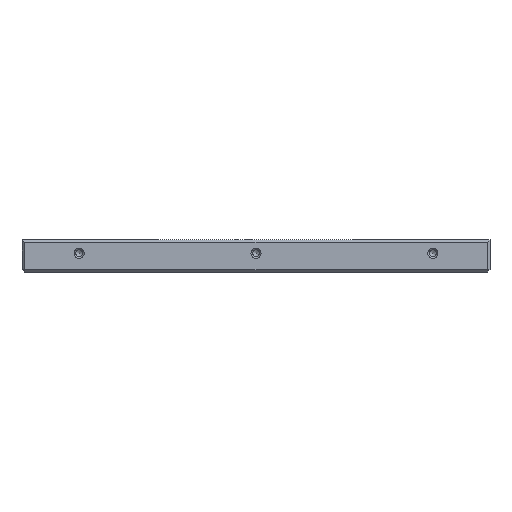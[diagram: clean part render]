
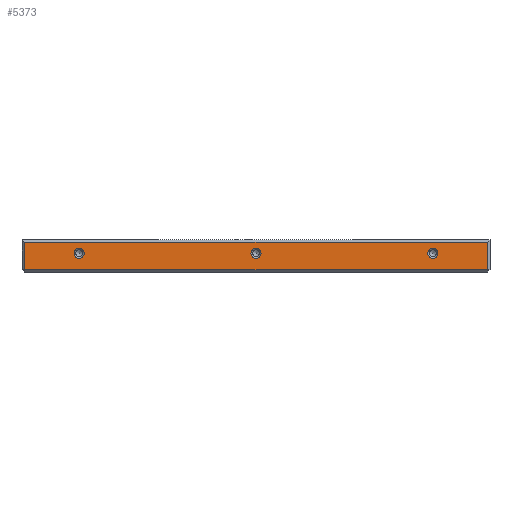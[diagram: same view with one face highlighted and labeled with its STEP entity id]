
A CAD part, front view. The second image highlights one B-rep face of the part: STEP entity #5373.
In plain terms, the highlighted planar face has unit normal (0, -1, 0).
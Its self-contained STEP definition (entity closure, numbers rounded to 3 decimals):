
#1935 = VERTEX_POINT('',#1936);
#1936 = CARTESIAN_POINT('',(-85.,-60.,1.));
#1942 = EDGE_CURVE('',#1943,#1935,#1945,.T.);
#1943 = VERTEX_POINT('',#1944);
#1944 = CARTESIAN_POINT('',(85.,-60.,1.));
#1945 = LINE('',#1946,#1947);
#1946 = CARTESIAN_POINT('',(86.,-60.,1.));
#1947 = VECTOR('',#1948,1.);
#1948 = DIRECTION('',(-1.,0.,0.));
#2196 = VERTEX_POINT('',#2197);
#2197 = CARTESIAN_POINT('',(-85.,-60.,11.));
#2203 = EDGE_CURVE('',#1935,#2196,#2204,.T.);
#2204 = LINE('',#2205,#2206);
#2205 = CARTESIAN_POINT('',(-85.,-60.,0.));
#2206 = VECTOR('',#2207,1.);
#2207 = DIRECTION('',(0.,0.,1.));
#3620 = VERTEX_POINT('',#3621);
#3621 = CARTESIAN_POINT('',(85.,-60.,11.));
#3627 = EDGE_CURVE('',#1943,#3620,#3628,.T.);
#3628 = LINE('',#3629,#3630);
#3629 = CARTESIAN_POINT('',(85.,-60.,0.));
#3630 = VECTOR('',#3631,1.);
#3631 = DIRECTION('',(0.,0.,1.));
#5088 = EDGE_CURVE('',#3620,#2196,#5089,.T.);
#5089 = LINE('',#5090,#5091);
#5090 = CARTESIAN_POINT('',(86.,-60.,11.));
#5091 = VECTOR('',#5092,1.);
#5092 = DIRECTION('',(-1.,0.,0.));
#5373 = ADVANCED_FACE('',(#5374,#5385,#5391,#5402),#5413,.T.);
#5374 = FACE_BOUND('',#5375,.T.);
#5375 = EDGE_LOOP('',(#5376));
#5376 = ORIENTED_EDGE('',*,*,#5377,.F.);
#5377 = EDGE_CURVE('',#5378,#5378,#5380,.T.);
#5378 = VERTEX_POINT('',#5379);
#5379 = CARTESIAN_POINT('',(-66.85,-60.,7.));
#5380 = CIRCLE('',#5381,1.85);
#5381 = AXIS2_PLACEMENT_3D('',#5382,#5383,#5384);
#5382 = CARTESIAN_POINT('',(-65.,-60.,7.));
#5383 = DIRECTION('',(0.,-1.,0.));
#5384 = DIRECTION('',(-1.,0.,0.));
#5385 = FACE_BOUND('',#5386,.T.);
#5386 = EDGE_LOOP('',(#5387,#5388,#5389,#5390));
#5387 = ORIENTED_EDGE('',*,*,#1942,.F.);
#5388 = ORIENTED_EDGE('',*,*,#3627,.T.);
#5389 = ORIENTED_EDGE('',*,*,#5088,.T.);
#5390 = ORIENTED_EDGE('',*,*,#2203,.F.);
#5391 = FACE_BOUND('',#5392,.T.);
#5392 = EDGE_LOOP('',(#5393));
#5393 = ORIENTED_EDGE('',*,*,#5394,.F.);
#5394 = EDGE_CURVE('',#5395,#5395,#5397,.T.);
#5395 = VERTEX_POINT('',#5396);
#5396 = CARTESIAN_POINT('',(-1.85,-60.,7.));
#5397 = CIRCLE('',#5398,1.85);
#5398 = AXIS2_PLACEMENT_3D('',#5399,#5400,#5401);
#5399 = CARTESIAN_POINT('',(0.,-60.,7.));
#5400 = DIRECTION('',(0.,-1.,0.));
#5401 = DIRECTION('',(-1.,0.,0.));
#5402 = FACE_BOUND('',#5403,.T.);
#5403 = EDGE_LOOP('',(#5404));
#5404 = ORIENTED_EDGE('',*,*,#5405,.F.);
#5405 = EDGE_CURVE('',#5406,#5406,#5408,.T.);
#5406 = VERTEX_POINT('',#5407);
#5407 = CARTESIAN_POINT('',(63.15,-60.,7.));
#5408 = CIRCLE('',#5409,1.85);
#5409 = AXIS2_PLACEMENT_3D('',#5410,#5411,#5412);
#5410 = CARTESIAN_POINT('',(65.,-60.,7.));
#5411 = DIRECTION('',(0.,-1.,0.));
#5412 = DIRECTION('',(-1.,0.,0.));
#5413 = PLANE('',#5414);
#5414 = AXIS2_PLACEMENT_3D('',#5415,#5416,#5417);
#5415 = CARTESIAN_POINT('',(86.,-60.,0.));
#5416 = DIRECTION('',(0.,-1.,0.));
#5417 = DIRECTION('',(-1.,0.,0.));
